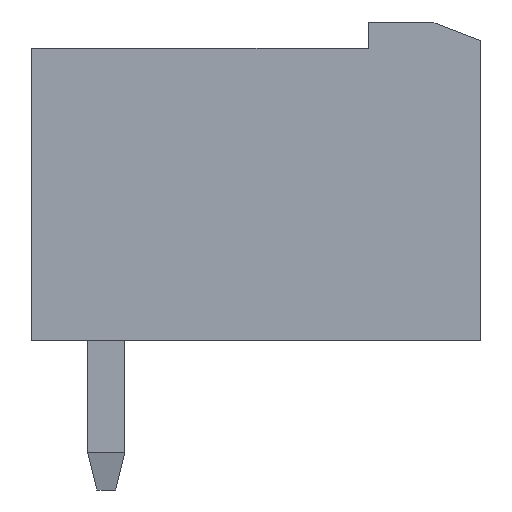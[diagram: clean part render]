
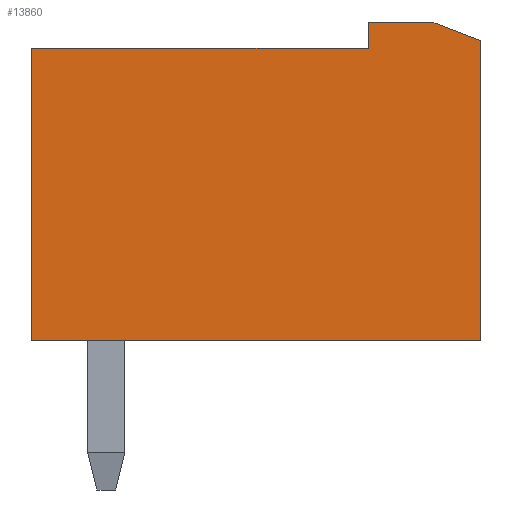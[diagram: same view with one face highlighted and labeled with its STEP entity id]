
A CAD part, left-side view. The second image highlights one B-rep face of the part: STEP entity #13860.
In plain terms, the highlighted planar face has unit normal (-1, 0, 0).
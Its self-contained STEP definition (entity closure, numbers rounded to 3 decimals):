
#16=DIRECTION('',(0.,1.,0.));
#17=VECTOR('',#16,12.);
#18=CARTESIAN_POINT('',(-6.25,0.,-3.9));
#19=LINE('',#18,#17);
#20=DIRECTION('',(0.,0.,1.));
#21=VECTOR('',#20,7.8);
#22=CARTESIAN_POINT('',(-6.25,12.,-3.9));
#23=LINE('',#22,#21);
#24=DIRECTION('',(0.,1.,0.));
#25=VECTOR('',#24,9.);
#26=CARTESIAN_POINT('',(-6.25,3.,3.9));
#27=LINE('',#26,#25);
#28=DIRECTION('',(0.,0.,-1.));
#29=VECTOR('',#28,0.7);
#30=CARTESIAN_POINT('',(-6.25,3.,4.6));
#31=LINE('',#30,#29);
#32=DIRECTION('',(0.,-1.,0.));
#33=VECTOR('',#32,1.7);
#34=CARTESIAN_POINT('',(-6.25,3.,4.6));
#35=LINE('',#34,#33);
#36=DIRECTION('',(0.,0.933,0.359));
#37=VECTOR('',#36,1.393);
#38=CARTESIAN_POINT('',(-6.25,0.,4.1));
#39=LINE('',#38,#37);
#40=DIRECTION('',(0.,0.,-1.));
#41=VECTOR('',#40,8.);
#42=CARTESIAN_POINT('',(-6.25,0.,4.1));
#43=LINE('',#42,#41);
#12117=CARTESIAN_POINT('',(-6.25,0.,-3.9));
#12118=CARTESIAN_POINT('',(-6.25,12.,-3.9));
#12119=VERTEX_POINT('',#12117);
#12120=VERTEX_POINT('',#12118);
#12121=CARTESIAN_POINT('',(-6.25,12.,3.9));
#12122=VERTEX_POINT('',#12121);
#12123=CARTESIAN_POINT('',(-6.25,3.,4.6));
#12124=CARTESIAN_POINT('',(-6.25,1.3,4.6));
#12125=VERTEX_POINT('',#12123);
#12126=VERTEX_POINT('',#12124);
#12127=CARTESIAN_POINT('',(-6.25,0.,4.1));
#12128=VERTEX_POINT('',#12127);
#12129=CARTESIAN_POINT('',(-6.25,3.,3.9));
#12130=VERTEX_POINT('',#12129);
#13839=CARTESIAN_POINT('',(-6.25,15.406,-12.65));
#13840=DIRECTION('',(-1.,0.,0.));
#13841=DIRECTION('',(0.,-1.,0.));
#13842=AXIS2_PLACEMENT_3D('',#13839,#13840,#13841);
#13843=PLANE('',#13842);
#13845=ORIENTED_EDGE('',*,*,#13844,.T.);
#13847=ORIENTED_EDGE('',*,*,#13846,.T.);
#13849=ORIENTED_EDGE('',*,*,#13848,.F.);
#13851=ORIENTED_EDGE('',*,*,#13850,.F.);
#13853=ORIENTED_EDGE('',*,*,#13852,.T.);
#13855=ORIENTED_EDGE('',*,*,#13854,.F.);
#13857=ORIENTED_EDGE('',*,*,#13856,.T.);
#13858=EDGE_LOOP('',(#13845,#13847,#13849,#13851,#13853,#13855,#13857));
#13859=FACE_OUTER_BOUND('',#13858,.F.);
#13860=ADVANCED_FACE('',(#13859),#13843,.T.);
#13844=EDGE_CURVE('',#12119,#12120,#19,.T.);
#13846=EDGE_CURVE('',#12120,#12122,#23,.T.);
#13848=EDGE_CURVE('',#12130,#12122,#27,.T.);
#13850=EDGE_CURVE('',#12125,#12130,#31,.T.);
#13852=EDGE_CURVE('',#12125,#12126,#35,.T.);
#13854=EDGE_CURVE('',#12128,#12126,#39,.T.);
#13856=EDGE_CURVE('',#12128,#12119,#43,.T.);
